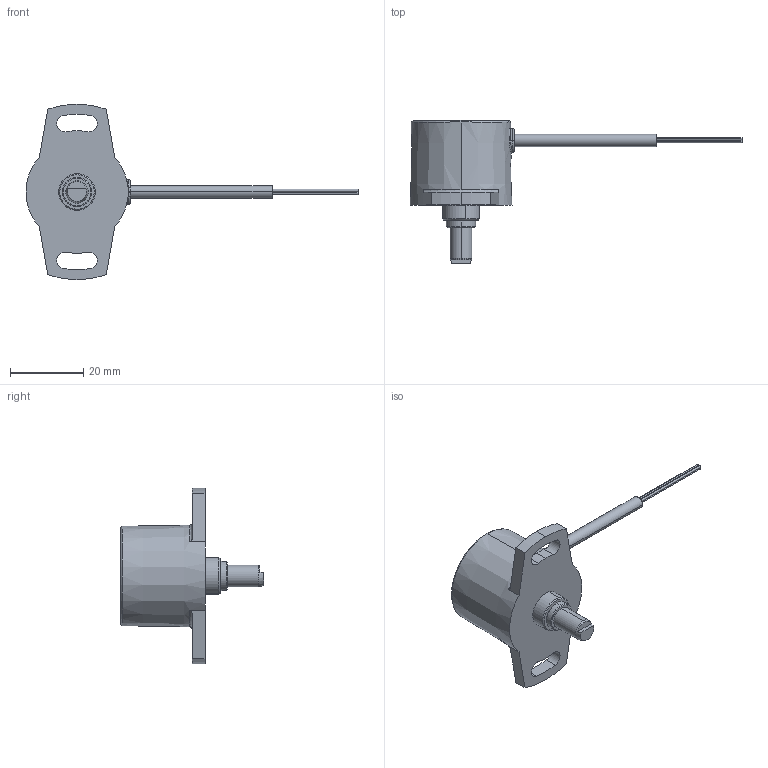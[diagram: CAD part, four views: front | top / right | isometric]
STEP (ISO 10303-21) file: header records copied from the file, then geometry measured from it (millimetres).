
FILE_DESCRIPTION (( 'STEP AP214' ), '1' );
FILE_NAME ('RSC_Welle_B_IP54~04ID.STEP', '2005-12-15T08:42:37', ( 'novotechnik' ), ( 'novotechnik' ), 'SwSTEP 2.0', 'SolidWorks 2005235', '' );
FILE_SCHEMA (( 'AUTOMOTIVE_DESIGN' ));
Length unit declared in the file: millimetre
Products named in the file (9): RSC_Welle_B_IP54~04ID; Gehäuse_kpl.~07ID_Standard; Gehäuse~08ID_Standard; Zylstift~06ID_Standard; Buchse~06ID_Standard; Pressring_undicht~00ID_Standard; Typenschild~00ID_Standard; Kabel~06ID_Standard<Zeichnungsansicht>; Welle_Form_B~01ID_Standard
Assembly tree (8 placements, depth 3):
  RSC_Welle_B_IP54~04ID
    Pressring_undicht~00ID_Standard
    Kabel~06ID_Standard<Zeichnungsansicht>
    Welle_Form_B~01ID_Standard
    Gehäuse_kpl.~07ID_Standard
      Gehäuse~08ID_Standard
      Zylstift~06ID_Standard
      Buchse~06ID_Standard
    Typenschild~00ID_Standard
Bounding box: 90.82 x 39.16 x 48 mm (x, y, z)
Volume: 16022.9 mm3; surface area: 7037.4 mm2
Topology: 7 solids, 7 shells, 129 faces, 284 edges, 175 vertices
Faces by surface type: cylinder 50, plane 36, cone 23, torus 11, bspline 9
Entity records: 5866 total; most frequent: CARTESIAN_POINT 2651, DIRECTION 661, ORIENTED_EDGE 568, EDGE_CURVE 284, AXIS2_PLACEMENT_3D 283, VERTEX_POINT 175, CIRCLE 151, EDGE_LOOP 143
